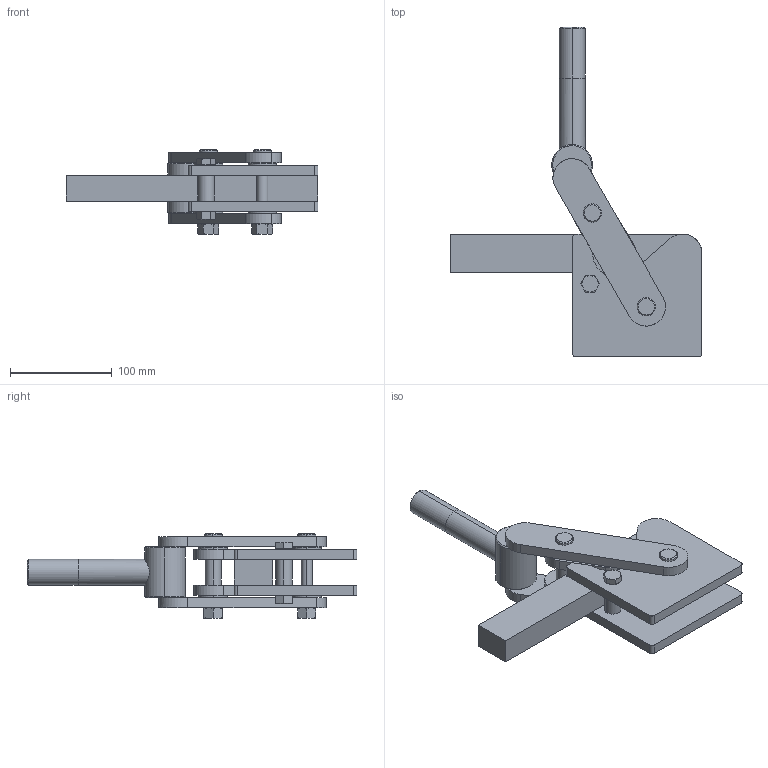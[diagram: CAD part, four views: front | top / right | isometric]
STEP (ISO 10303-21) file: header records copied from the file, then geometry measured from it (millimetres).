
FILE_DESCRIPTION (( 'STEP AP214' ), '1' );
FILE_NAME ('GH-75088(Â²¤Æ).STEP', '2020-03-09T05:03:48', ( 'LinWei' ), ( '' ), 'SwSTEP 2.0', 'SolidWorks 2016', '' );
FILE_SCHEMA (( 'AUTOMOTIVE_DESIGN' ));
Length unit declared in the file: millimetre
Products named in the file (5): 4708808-2^GH-75088(簡化); Group4^GH-75088(簡化); Group2^GH-75088(簡化); Group1^GH-75088(簡化); GH-75088(簡化)
Assembly tree (4 placements, depth 2):
  GH-75088(簡化)
    Group1^GH-75088(簡化)
    Group2^GH-75088(簡化)
    Group4^GH-75088(簡化)
    4708808-2^GH-75088(簡化)
Bounding box: 247.65 x 324 x 83.37 mm (x, y, z)
Volume: 835235.5 mm3; surface area: 176779.4 mm2
Topology: 4 solids, 4 shells, 212 faces, 489 edges, 304 vertices
Faces by surface type: plane 85, cylinder 75, cone 52
Entity records: 7755 total; most frequent: CARTESIAN_POINT 1590, DIRECTION 1049, ORIENTED_EDGE 978, EDGE_CURVE 489, AXIS2_PLACEMENT_3D 427, VERTEX_POINT 304, EDGE_LOOP 249, ADVANCED_FACE 212
